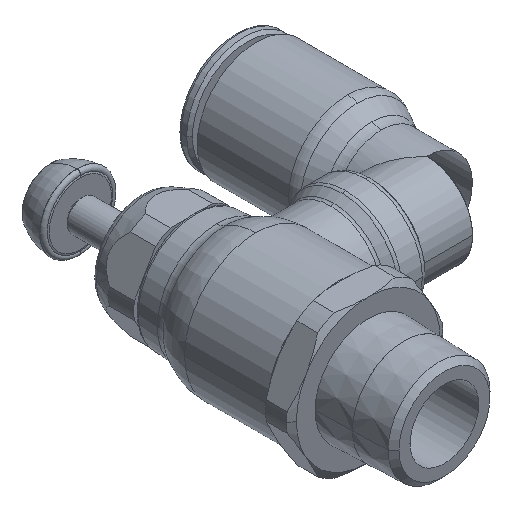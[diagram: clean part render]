
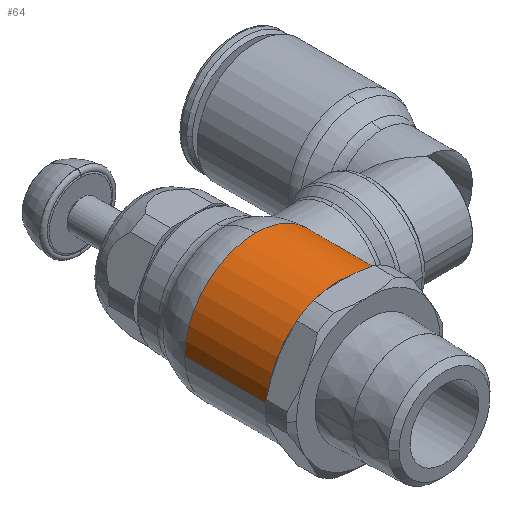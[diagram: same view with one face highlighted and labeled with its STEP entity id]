
A CAD part, isometric view. The second image highlights one B-rep face of the part: STEP entity #64.
In plain terms, the highlighted cylindrical face has radius 11.4 mm (diameter 22.8 mm), a partial arc.
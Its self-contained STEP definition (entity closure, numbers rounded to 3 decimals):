
#64=ADVANCED_FACE('',(#245),#246,.T.);
#245=FACE_OUTER_BOUND('',#589,.T.);
#246=CYLINDRICAL_SURFACE('',#590,11.4);
#589=EDGE_LOOP('',(#1034,#1035,#1036,#1037,#1038,#1039,#1040));
#590=AXIS2_PLACEMENT_3D('',#1041,#1042,#1043);
#1034=ORIENTED_EDGE('',*,*,#2287,.F.);
#1035=ORIENTED_EDGE('',*,*,#2288,.T.);
#1036=ORIENTED_EDGE('',*,*,#2289,.T.);
#1037=ORIENTED_EDGE('',*,*,#2290,.F.);
#1038=ORIENTED_EDGE('',*,*,#2291,.T.);
#1039=ORIENTED_EDGE('',*,*,#2285,.F.);
#1040=ORIENTED_EDGE('',*,*,#2292,.F.);
#1041=CARTESIAN_POINT('',(0.0,11.35,0.0));
#1042=DIRECTION('',(0.0,1.0,0.0));
#1043=DIRECTION('',(-1.0,0.0,0.0));
#2285=EDGE_CURVE('',#2780,#2782,#2783,.T.);
#2287=EDGE_CURVE('',#2785,#2786,#2787,.T.);
#2288=EDGE_CURVE('',#2785,#2788,#2789,.T.);
#2289=EDGE_CURVE('',#2788,#2790,#2791,.T.);
#2290=EDGE_CURVE('',#2792,#2790,#2793,.T.);
#2291=EDGE_CURVE('',#2792,#2782,#2794,.T.);
#2292=EDGE_CURVE('',#2786,#2780,#2795,.T.);
#2780=VERTEX_POINT('',#3502);
#2782=VERTEX_POINT('',#3504);
#2783=CIRCLE('',#3505,11.4);
#2785=VERTEX_POINT('',#3536);
#2786=VERTEX_POINT('',#3537);
#2787=LINE('',#3538,#3539);
#2788=VERTEX_POINT('',#3540);
#2789=CIRCLE('',#3541,11.4);
#2790=VERTEX_POINT('',#3542);
#2791=CIRCLE('',#3543,11.4);
#2792=VERTEX_POINT('',#3544);
#2793=LINE('',#3545,#3546);
#2794=B_SPLINE_CURVE_WITH_KNOTS('',3,(#3547,#3548,#3549,#3550,#3551,#3552,#3553,#3554,#3555,#3556,#3557,#3558,#3559,#3560,#3561,#3562,#3563,#3564,#3565,#3566,#3567,#3568,#3569,#3570,#3571,#3572,#3573,#3574,#3575,#3576,#3577,#3578,#3579,#3580),.UNSPECIFIED.,.F.,.F.,(4,2,2,2,2,2,2,2,2,2,2,2,2,2,2,2,4),(0.0,1.608,3.216,4.824,6.432,8.015,9.599,11.182,12.766,14.349,15.933,17.516,19.1,20.708,22.316,23.924,25.532),.UNSPECIFIED.);
#2795=CIRCLE('',#3581,11.4);
#3502=CARTESIAN_POINT('',(0.,18.,11.4));
#3504=CARTESIAN_POINT('',(8.111,18.,8.01));
#3505=AXIS2_PLACEMENT_3D('',#4994,#4995,#4996);
#3536=CARTESIAN_POINT('',(-11.4,4.7,0.0));
#3537=CARTESIAN_POINT('',(-11.4,18.,0.));
#3538=CARTESIAN_POINT('',(-11.4,11.35,0.));
#3539=VECTOR('',#4997,1.0);
#3540=CARTESIAN_POINT('',(0.,4.7,11.4));
#3541=AXIS2_PLACEMENT_3D('',#4998,#4999,#5000);
#3542=CARTESIAN_POINT('',(11.4,4.7,0.));
#3543=AXIS2_PLACEMENT_3D('',#5001,#5002,#5003);
#3544=CARTESIAN_POINT('',(11.4,10.945,0.));
#3545=CARTESIAN_POINT('',(11.4,11.35,0.));
#3546=VECTOR('',#5004,1.0);
#3547=CARTESIAN_POINT('',(8.047,19.02,-8.075));
#3548=CARTESIAN_POINT('',(8.047,18.484,-8.075));
#3549=CARTESIAN_POINT('',(8.102,17.942,-8.021));
#3550=CARTESIAN_POINT('',(8.31,16.883,-7.806));
#3551=CARTESIAN_POINT('',(8.461,16.366,-7.645));
#3552=CARTESIAN_POINT('',(8.819,15.383,-7.229));
#3553=CARTESIAN_POINT('',(9.025,14.917,-6.974));
#3554=CARTESIAN_POINT('',(9.448,14.056,-6.39));
#3555=CARTESIAN_POINT('',(9.664,13.661,-6.061));
#3556=CARTESIAN_POINT('',(10.067,12.965,-5.364));
#3557=CARTESIAN_POINT('',(10.269,12.636,-4.972));
#3558=CARTESIAN_POINT('',(10.643,12.05,-4.111));
#3559=CARTESIAN_POINT('',(10.815,11.793,-3.642));
#3560=CARTESIAN_POINT('',(11.099,11.374,-2.651));
#3561=CARTESIAN_POINT('',(11.212,11.212,-2.129));
#3562=CARTESIAN_POINT('',(11.363,10.998,-1.068));
#3563=CARTESIAN_POINT('',(11.4,10.945,-0.528));
#3564=CARTESIAN_POINT('',(11.4,10.945,0.528));
#3565=CARTESIAN_POINT('',(11.363,10.998,1.068));
#3566=CARTESIAN_POINT('',(11.212,11.212,2.129));
#3567=CARTESIAN_POINT('',(11.099,11.374,2.651));
#3568=CARTESIAN_POINT('',(10.815,11.793,3.642));
#3569=CARTESIAN_POINT('',(10.643,12.05,4.111));
#3570=CARTESIAN_POINT('',(10.269,12.636,4.972));
#3571=CARTESIAN_POINT('',(10.067,12.965,5.364));
#3572=CARTESIAN_POINT('',(9.664,13.661,6.061));
#3573=CARTESIAN_POINT('',(9.448,14.056,6.39));
#3574=CARTESIAN_POINT('',(9.025,14.917,6.974));
#3575=CARTESIAN_POINT('',(8.819,15.383,7.229));
#3576=CARTESIAN_POINT('',(8.461,16.366,7.645));
#3577=CARTESIAN_POINT('',(8.31,16.883,7.806));
#3578=CARTESIAN_POINT('',(8.102,17.942,8.021));
#3579=CARTESIAN_POINT('',(8.047,18.484,8.075));
#3580=CARTESIAN_POINT('',(8.047,19.02,8.075));
#3581=AXIS2_PLACEMENT_3D('',#5005,#5006,#5007);
#4994=CARTESIAN_POINT('',(0.0,18.,0.0));
#4995=DIRECTION('',(0.0,1.0,0.0));
#4996=DIRECTION('',(-1.0,0.0,0.0));
#4997=DIRECTION('',(0.0,1.0,0.0));
#4998=CARTESIAN_POINT('',(0.0,4.7,0.0));
#4999=DIRECTION('',(0.0,1.0,0.0));
#5000=DIRECTION('',(-1.0,0.0,0.0));
#5001=CARTESIAN_POINT('',(0.0,4.7,0.0));
#5002=DIRECTION('',(0.0,1.0,0.0));
#5003=DIRECTION('',(-1.0,0.0,0.0));
#5004=DIRECTION('',(-0.0,-1.0,-0.0));
#5005=CARTESIAN_POINT('',(0.0,18.,0.0));
#5006=DIRECTION('',(0.0,1.0,0.0));
#5007=DIRECTION('',(-1.0,0.0,0.0));
